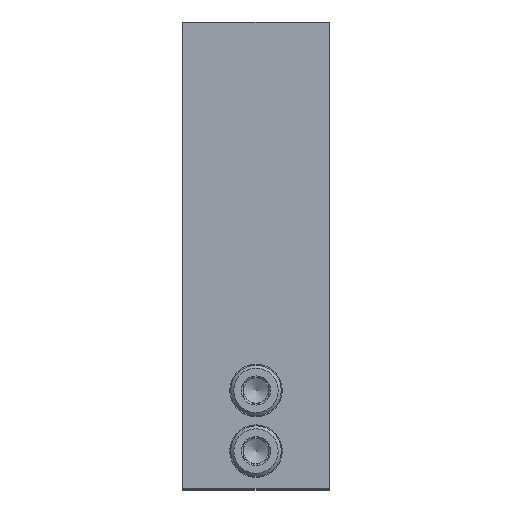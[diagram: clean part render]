
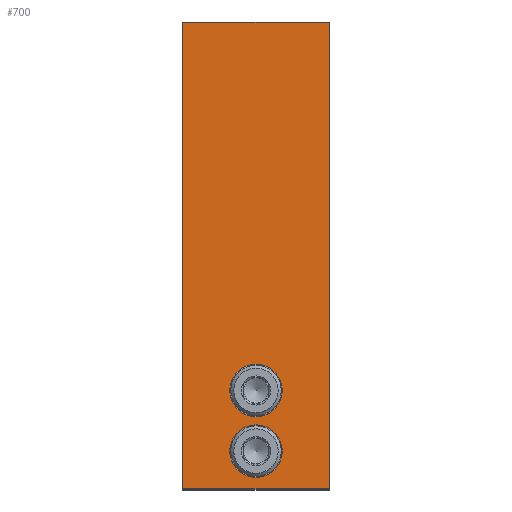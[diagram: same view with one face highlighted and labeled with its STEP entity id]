
A CAD part, top view. The second image highlights one B-rep face of the part: STEP entity #700.
In plain terms, the highlighted planar face has unit normal (0, 0, 1).
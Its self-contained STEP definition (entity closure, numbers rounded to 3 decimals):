
#80=CIRCLE('',#781,5.2);
#81=CIRCLE('',#782,5.2);
#122=ORIENTED_EDGE('',*,*,#288,.T.);
#123=ORIENTED_EDGE('',*,*,#289,.T.);
#124=ORIENTED_EDGE('',*,*,#290,.T.);
#125=ORIENTED_EDGE('',*,*,#291,.F.);
#126=ORIENTED_EDGE('',*,*,#292,.F.);
#127=ORIENTED_EDGE('',*,*,#285,.T.);
#285=EDGE_CURVE('',#369,#368,#429,.T.);
#288=EDGE_CURVE('',#371,#371,#80,.T.);
#289=EDGE_CURVE('',#372,#372,#81,.T.);
#290=EDGE_CURVE('',#368,#373,#432,.T.);
#291=EDGE_CURVE('',#374,#373,#433,.T.);
#292=EDGE_CURVE('',#369,#374,#434,.T.);
#368=VERTEX_POINT('',#1115);
#369=VERTEX_POINT('',#1117);
#371=VERTEX_POINT('',#1123);
#372=VERTEX_POINT('',#1125);
#373=VERTEX_POINT('',#1127);
#374=VERTEX_POINT('',#1129);
#429=LINE('',#1116,#468);
#432=LINE('',#1126,#471);
#433=LINE('',#1128,#472);
#434=LINE('',#1130,#473);
#468=VECTOR('',#881,1000.);
#471=VECTOR('',#890,1000.);
#472=VECTOR('',#891,1000.);
#473=VECTOR('',#892,1000.);
#507=EDGE_LOOP('',(#122));
#508=EDGE_LOOP('',(#123));
#509=EDGE_LOOP('',(#124,#125,#126,#127));
#588=FACE_BOUND('',#507,.T.);
#589=FACE_BOUND('',#508,.T.);
#590=FACE_BOUND('',#509,.T.);
#672=PLANE('',#780);
#700=ADVANCED_FACE('',(#588,#589,#590),#672,.F.);
#780=AXIS2_PLACEMENT_3D('',#1121,#884,#885);
#781=AXIS2_PLACEMENT_3D('',#1122,#886,#887);
#782=AXIS2_PLACEMENT_3D('',#1124,#888,#889);
#881=DIRECTION('',(-1.,0.,0.));
#884=DIRECTION('',(0.,0.,-1.));
#885=DIRECTION('',(-1.,0.,0.));
#886=DIRECTION('',(0.,0.,-1.));
#887=DIRECTION('',(-1.,0.,0.));
#888=DIRECTION('',(0.,0.,-1.));
#889=DIRECTION('',(-1.,0.,0.));
#890=DIRECTION('',(0.,-1.,0.));
#891=DIRECTION('',(-1.,0.,0.));
#892=DIRECTION('',(0.,-1.,0.));
#1115=CARTESIAN_POINT('',(-14.5,92.5,0.));
#1116=CARTESIAN_POINT('',(14.5,92.5,0.));
#1117=CARTESIAN_POINT('',(14.5,92.5,0.));
#1121=CARTESIAN_POINT('',(14.5,92.5,0.));
#1122=CARTESIAN_POINT('',(0.,19.5,0.));
#1123=CARTESIAN_POINT('',(-5.2,19.5,0.));
#1124=CARTESIAN_POINT('',(0.,7.5,0.));
#1125=CARTESIAN_POINT('',(-5.2,7.5,0.));
#1126=CARTESIAN_POINT('',(-14.5,92.5,0.));
#1127=CARTESIAN_POINT('',(-14.5,0.,0.));
#1128=CARTESIAN_POINT('',(14.5,0.,0.));
#1129=CARTESIAN_POINT('',(14.5,0.,0.));
#1130=CARTESIAN_POINT('',(14.5,92.5,0.));
